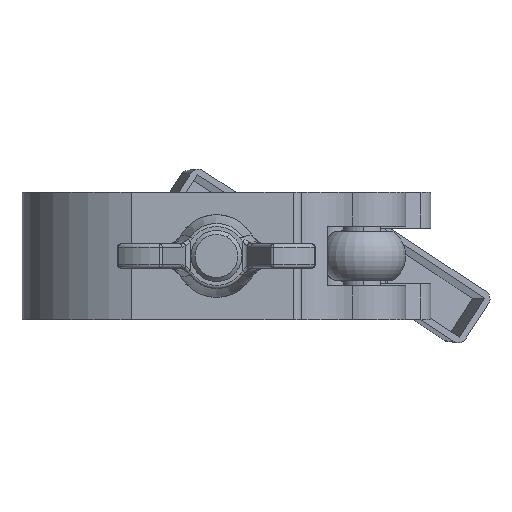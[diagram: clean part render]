
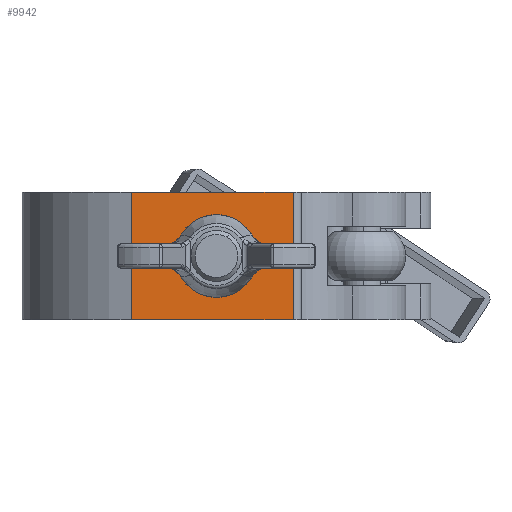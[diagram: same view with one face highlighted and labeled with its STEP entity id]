
A CAD part, front view. The second image highlights one B-rep face of the part: STEP entity #9942.
In plain terms, the highlighted planar face has unit normal (0, -1, 0).
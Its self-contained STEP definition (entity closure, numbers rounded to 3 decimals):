
#306 = CARTESIAN_POINT ( 'NONE',  ( 18.037, -84.477, 14.95 ) ) ;
#1813 = VECTOR ( 'NONE', #12454, 1000. ) ;
#2223 = VERTEX_POINT ( 'NONE', #9438 ) ;
#2321 = DIRECTION ( 'NONE',  ( 1., 0., 0. ) ) ;
#2708 = CARTESIAN_POINT ( 'NONE',  ( -20.041, -84.477, 14.95 ) ) ;
#2797 = ORIENTED_EDGE ( 'NONE', *, *, #9182, .F. ) ;
#3005 = LINE ( 'NONE', #306, #16413 ) ;
#3458 = CARTESIAN_POINT ( 'NONE',  ( 0., -84.477, 0. ) ) ;
#3590 = VERTEX_POINT ( 'NONE', #11860 ) ;
#3642 = VECTOR ( 'NONE', #8724, 1000. ) ;
#3888 = DIRECTION ( 'NONE',  ( 0., 1., 0. ) ) ;
#5146 = FACE_BOUND ( 'NONE', #22836, .T. ) ;
#5865 = LINE ( 'NONE', #8068, #1813 ) ;
#6138 = DIRECTION ( 'NONE',  ( -1., 0., 0. ) ) ;
#7300 = DIRECTION ( 'NONE',  ( 0., -1., 0. ) ) ;
#7387 = EDGE_CURVE ( 'NONE', #17516, #18738, #20140, .T. ) ;
#7928 = DIRECTION ( 'NONE',  ( 0., -1., 0. ) ) ;
#8068 = CARTESIAN_POINT ( 'NONE',  ( 18.037, -84.477, -14.95 ) ) ;
#8522 = DIRECTION ( 'NONE',  ( 0., 0., -1. ) ) ;
#8724 = DIRECTION ( 'NONE',  ( 0., 0., -1. ) ) ;
#8860 = CIRCLE ( 'NONE', #12741, 6.35 ) ;
#9182 = EDGE_CURVE ( 'NONE', #3590, #2223, #25090, .T. ) ;
#9438 = CARTESIAN_POINT ( 'NONE',  ( 18.037, -84.477, -14.95 ) ) ;
#9942 = ADVANCED_FACE ( 'NONE', ( #5146, #16394 ), #17964, .F. ) ;
#10361 = CARTESIAN_POINT ( 'NONE',  ( 0., -84.477, -6.35 ) ) ;
#11169 = CIRCLE ( 'NONE', #12713, 6.35 ) ;
#11860 = CARTESIAN_POINT ( 'NONE',  ( 18.037, -84.477, 14.95 ) ) ;
#12179 = CARTESIAN_POINT ( 'NONE',  ( 18.037, -84.477, 14.95 ) ) ;
#12243 = ORIENTED_EDGE ( 'NONE', *, *, #7387, .T. ) ;
#12454 = DIRECTION ( 'NONE',  ( 1., 0., 0. ) ) ;
#12713 = AXIS2_PLACEMENT_3D ( 'NONE', #23898, #7928, #25789 ) ;
#12741 = AXIS2_PLACEMENT_3D ( 'NONE', #3458, #7300, #15226 ) ;
#13122 = CARTESIAN_POINT ( 'NONE',  ( 0., -84.477, 6.35 ) ) ;
#13168 = ORIENTED_EDGE ( 'NONE', *, *, #24477, .F. ) ;
#13681 = ORIENTED_EDGE ( 'NONE', *, *, #16073, .T. ) ;
#14465 = ORIENTED_EDGE ( 'NONE', *, *, #21515, .F. ) ;
#15144 = VERTEX_POINT ( 'NONE', #10361 ) ;
#15226 = DIRECTION ( 'NONE',  ( 0., 0., -1. ) ) ;
#15270 = ORIENTED_EDGE ( 'NONE', *, *, #22501, .F. ) ;
#15486 = VECTOR ( 'NONE', #8522, 1000. ) ;
#16073 = EDGE_CURVE ( 'NONE', #18738, #2223, #5865, .T. ) ;
#16394 = FACE_OUTER_BOUND ( 'NONE', #23360, .T. ) ;
#16413 = VECTOR ( 'NONE', #2321, 1000. ) ;
#17516 = VERTEX_POINT ( 'NONE', #22350 ) ;
#17964 = PLANE ( 'NONE',  #18078 ) ;
#18078 = AXIS2_PLACEMENT_3D ( 'NONE', #12179, #3888, #6138 ) ;
#18738 = VERTEX_POINT ( 'NONE', #19296 ) ;
#19296 = CARTESIAN_POINT ( 'NONE',  ( -20.041, -84.477, -14.95 ) ) ;
#20140 = LINE ( 'NONE', #2708, #3642 ) ;
#20471 = CARTESIAN_POINT ( 'NONE',  ( 18.037, -84.477, 14.95 ) ) ;
#21515 = EDGE_CURVE ( 'NONE', #15144, #24361, #11169, .T. ) ;
#22350 = CARTESIAN_POINT ( 'NONE',  ( -20.041, -84.477, 14.95 ) ) ;
#22501 = EDGE_CURVE ( 'NONE', #17516, #3590, #3005, .T. ) ;
#22836 = EDGE_LOOP ( 'NONE', ( #14465, #13168 ) ) ;
#23360 = EDGE_LOOP ( 'NONE', ( #13681, #2797, #15270, #12243 ) ) ;
#23898 = CARTESIAN_POINT ( 'NONE',  ( 0., -84.477, 0. ) ) ;
#24361 = VERTEX_POINT ( 'NONE', #13122 ) ;
#24477 = EDGE_CURVE ( 'NONE', #24361, #15144, #8860, .T. ) ;
#25090 = LINE ( 'NONE', #20471, #15486 ) ;
#25789 = DIRECTION ( 'NONE',  ( 0., 0., -1. ) ) ;
